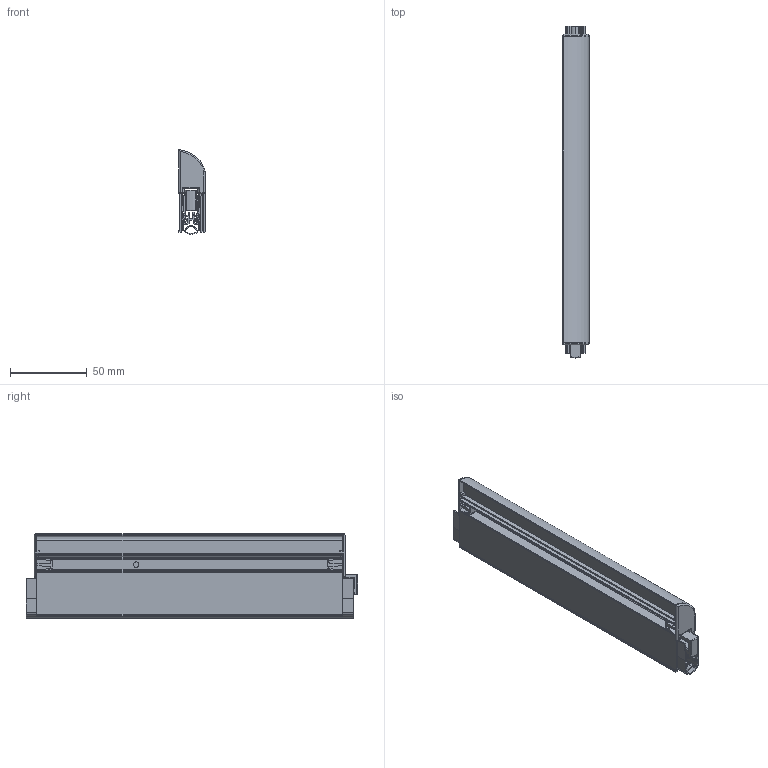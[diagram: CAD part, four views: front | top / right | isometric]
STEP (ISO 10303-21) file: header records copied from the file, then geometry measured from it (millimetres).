
FILE_DESCRIPTION(/* description */ ('Unknown'),/* implementation_level */ '2;1');
FILE_NAME(/* name */ '1-884_SchallEx-L15FS_3D',/* time_stamp */ '2021-06-07T17:34:56+02:00',/* author */ ('Unknown'),/* organization */ ('Unknown'),/* preprocessor_version */ 'ST-DEVELOPER v16.7',/* originating_system */ 'Solid Edge',/* authorisation */ 'Unknown');
FILE_SCHEMA (('AUTOMOTIVE_DESIGN {1 0 10303 214 3 1 1}'));
Length unit declared in the file: millimetre
Products named in the file (12): 28733_Bodendichtung; AP_558; AP_585; 27642_Silikon_Dichtungsprofil_XL-15_o._Steg; AJ_359; AU_073 R; AU_073 L; AP_559; 26869_Etikett_3D__Schall-Ex_L-15_FS; 26541_Etikett_Athmer_klein_kurz; 31110_Athmer_Logo__ab_2021_; 26847_Text__Schall-Ex_L-15_FS
Assembly tree (11 placements, depth 3):
  28733_Bodendichtung
    AP_558
    AP_585
    27642_Silikon_Dichtungsprofil_XL-15_o._Steg
    AJ_359
    AU_073 R
    AU_073 L
    AP_559
    26869_Etikett_3D__Schall-Ex_L-15_FS
      26541_Etikett_Athmer_klein_kurz
      31110_Athmer_Logo__ab_2021_
      26847_Text__Schall-Ex_L-15_FS
Bounding box: 17.4 x 216.98 x 55.38 mm (x, y, z)
Volume: 70070.1 mm3; surface area: 142611.1 mm2
Topology: 28 solids, 28 shells, 849 faces, 2298 edges, 1502 vertices
Faces by surface type: plane 527, cylinder 230, bspline 73, sphere 12, torus 6, cone 1
Full cylindrical faces by diameter (mm): 0.2 x2, 3.6 x1, 4.134 x1
Entity records: 29047 total; most frequent: CARTESIAN_POINT 7749, ORIENTED_EDGE 4548, DIRECTION 3993, EDGE_CURVE 2274, VERTEX_POINT 1501, LINE 1491, VECTOR 1491, AXIS2_PLACEMENT_3D 1251
